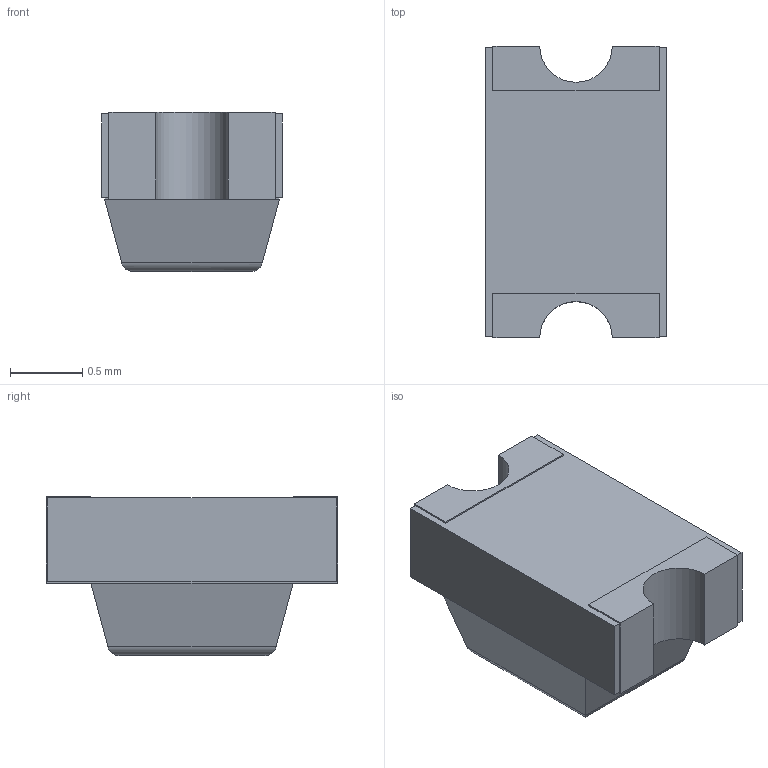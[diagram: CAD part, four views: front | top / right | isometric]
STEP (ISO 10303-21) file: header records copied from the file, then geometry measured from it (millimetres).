
FILE_DESCRIPTION (( 'STEP AP214' ), '1' );
FILE_NAME ('LED SMD 0805 green.STEP', '2019-05-23T22:25:14', ( '' ), ( '' ), 'SwSTEP 2.0', 'SolidWorks 2018', '' );
FILE_SCHEMA (( 'AUTOMOTIVE_DESIGN' ));
Length unit declared in the file: millimetre
Products named in the file (1): LED SMD 0805 green
Bounding box: 1.25 x 2.02 x 1.1 mm (x, y, z)
Volume: 2.1 mm3; surface area: 10.6 mm2
Topology: 1 solids, 1 shells, 38 faces, 100 edges, 64 vertices
Faces by surface type: plane 32, cylinder 6
Entity records: 1552 total; most frequent: CARTESIAN_POINT 215, ORIENTED_EDGE 200, DIRECTION 178, EDGE_CURVE 100, VECTOR 92, LINE 92, VERTEX_POINT 64, AXIS2_PLACEMENT_3D 43
